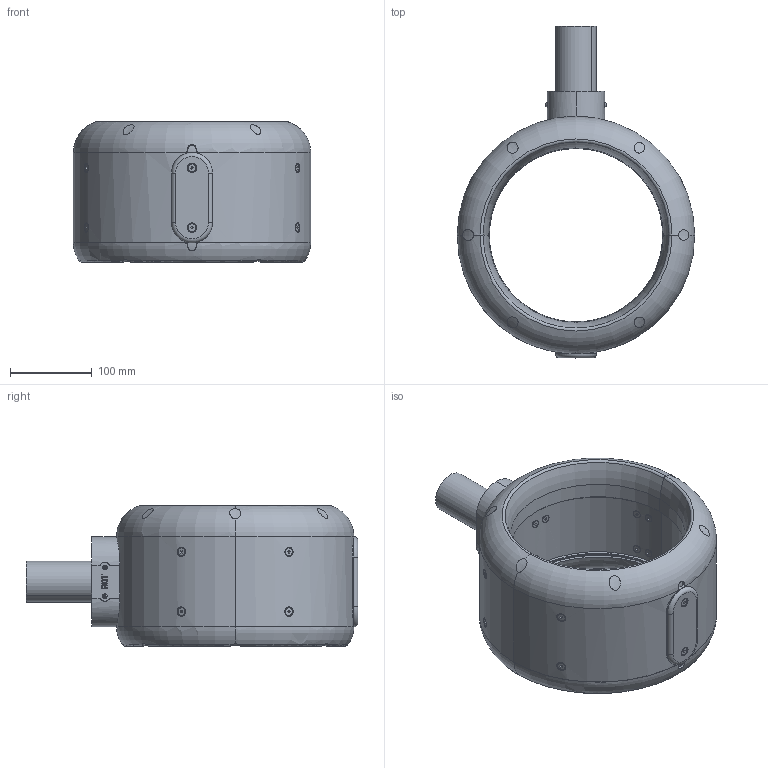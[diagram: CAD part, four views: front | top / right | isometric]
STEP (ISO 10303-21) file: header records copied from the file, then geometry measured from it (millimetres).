
FILE_DESCRIPTION (( 'STEP AP214' ), '1' );
FILE_NAME ('P-212-030-rev-H-PR.STEP', '2023-12-04T07:37:33', ( '' ), ( '' ), 'SwSTEP 2.0', 'SolidWorks 2023', '' );
FILE_SCHEMA (( 'AUTOMOTIVE_DESIGN' ));
Length unit declared in the file: millimetre
Products named in the file (1): P-212-030-rev-H-PR
Bounding box: 290 x 405.45 x 171.3 mm (x, y, z)
Volume: 4861809.8 mm3; surface area: 398002.9 mm2
Topology: 1 solids, 114 shells, 2081 faces, 5050 edges, 3177 vertices
Faces by surface type: plane 916, bspline 403, cone 287, torus 240, cylinder 227, sphere 8
Entity records: 117539 total; most frequent: CARTESIAN_POINT 73443, ORIENTED_EDGE 9896, DIRECTION 7431, EDGE_CURVE 4948, VERTEX_POINT 3177, AXIS2_PLACEMENT_3D 2627, EDGE_LOOP 2245, LINE 2177
